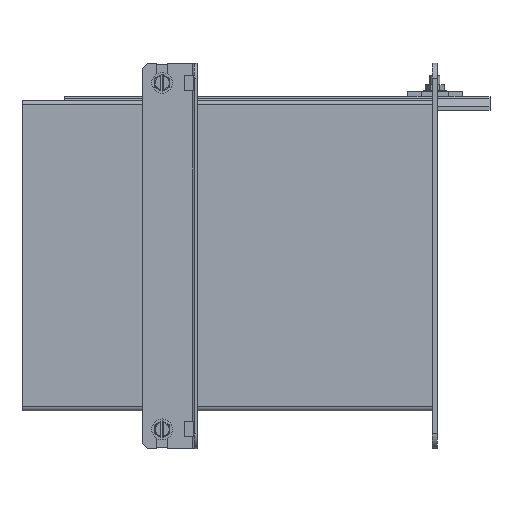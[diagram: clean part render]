
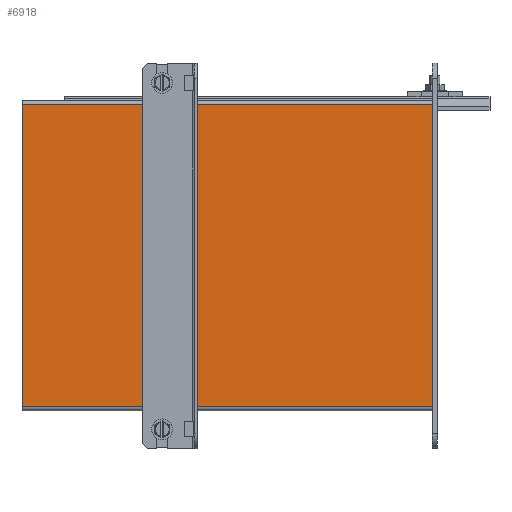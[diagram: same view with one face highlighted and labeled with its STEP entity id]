
A CAD part, left-side view. The second image highlights one B-rep face of the part: STEP entity #6918.
In plain terms, the highlighted planar face has unit normal (-1, 0, 0).
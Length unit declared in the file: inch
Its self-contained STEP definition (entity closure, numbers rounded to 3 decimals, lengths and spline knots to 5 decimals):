
#35 = CARTESIAN_POINT ( 'NONE',  ( -3.88, 5.125, -3.772 ) ) ;
#111 = PLANE ( 'NONE',  #2073 ) ;
#1067 = CARTESIAN_POINT ( 'NONE',  ( -3.88, 5.125, 3.772 ) ) ;
#1338 = VERTEX_POINT ( 'NONE', #7841 ) ;
#1594 = ORIENTED_EDGE ( 'NONE', *, *, #8188, .T. ) ;
#2073 = AXIS2_PLACEMENT_3D ( 'NONE', #10579, #3615, #9449 ) ;
#3013 = DIRECTION ( 'NONE',  ( 0., 0., -1. ) ) ;
#3592 = CARTESIAN_POINT ( 'NONE',  ( -3.88, -5.125, 3.88 ) ) ;
#3615 = DIRECTION ( 'NONE',  ( -1., 0., 0. ) ) ;
#3794 = VECTOR ( 'NONE', #3013, 39.37008 ) ;
#4561 = CARTESIAN_POINT ( 'NONE',  ( -3.88, -5.125, 3.772 ) ) ;
#5487 = VECTOR ( 'NONE', #11174, 39.37008 ) ;
#6373 = VECTOR ( 'NONE', #12130, 39.37008 ) ;
#6854 = EDGE_LOOP ( 'NONE', ( #1594, #11124, #7769, #9591 ) ) ;
#6918 = ADVANCED_FACE ( 'NONE', ( #8256 ), #111, .T. ) ;
#7202 = EDGE_CURVE ( 'NONE', #9709, #9864, #13471, .T. ) ;
#7405 = VECTOR ( 'NONE', #13750, 39.37008 ) ;
#7769 = ORIENTED_EDGE ( 'NONE', *, *, #11214, .T. ) ;
#7841 = CARTESIAN_POINT ( 'NONE',  ( -3.88, -5.125, -3.772 ) ) ;
#8188 = EDGE_CURVE ( 'NONE', #9864, #12339, #11997, .T. ) ;
#8256 = FACE_OUTER_BOUND ( 'NONE', #6854, .T. ) ;
#9449 = DIRECTION ( 'NONE',  ( 0., 0., 1. ) ) ;
#9591 = ORIENTED_EDGE ( 'NONE', *, *, #7202, .T. ) ;
#9709 = VERTEX_POINT ( 'NONE', #4561 ) ;
#9864 = VERTEX_POINT ( 'NONE', #13391 ) ;
#10579 = CARTESIAN_POINT ( 'NONE',  ( -3.88, 5.125, 3.88 ) ) ;
#11030 = LINE ( 'NONE', #12359, #7405 ) ;
#11124 = ORIENTED_EDGE ( 'NONE', *, *, #11241, .T. ) ;
#11174 = DIRECTION ( 'NONE',  ( 0., 0., 1. ) ) ;
#11214 = EDGE_CURVE ( 'NONE', #1338, #9709, #14531, .T. ) ;
#11241 = EDGE_CURVE ( 'NONE', #12339, #1338, #11030, .T. ) ;
#11997 = LINE ( 'NONE', #13256, #3794 ) ;
#12130 = DIRECTION ( 'NONE',  ( 0., 1., 0. ) ) ;
#12339 = VERTEX_POINT ( 'NONE', #35 ) ;
#12359 = CARTESIAN_POINT ( 'NONE',  ( -3.88, 5.125, -3.772 ) ) ;
#13256 = CARTESIAN_POINT ( 'NONE',  ( -3.88, 5.125, 3.88 ) ) ;
#13391 = CARTESIAN_POINT ( 'NONE',  ( -3.88, 5.125, 3.772 ) ) ;
#13471 = LINE ( 'NONE', #1067, #6373 ) ;
#13750 = DIRECTION ( 'NONE',  ( 0., -1., 0. ) ) ;
#14531 = LINE ( 'NONE', #3592, #5487 ) ;
